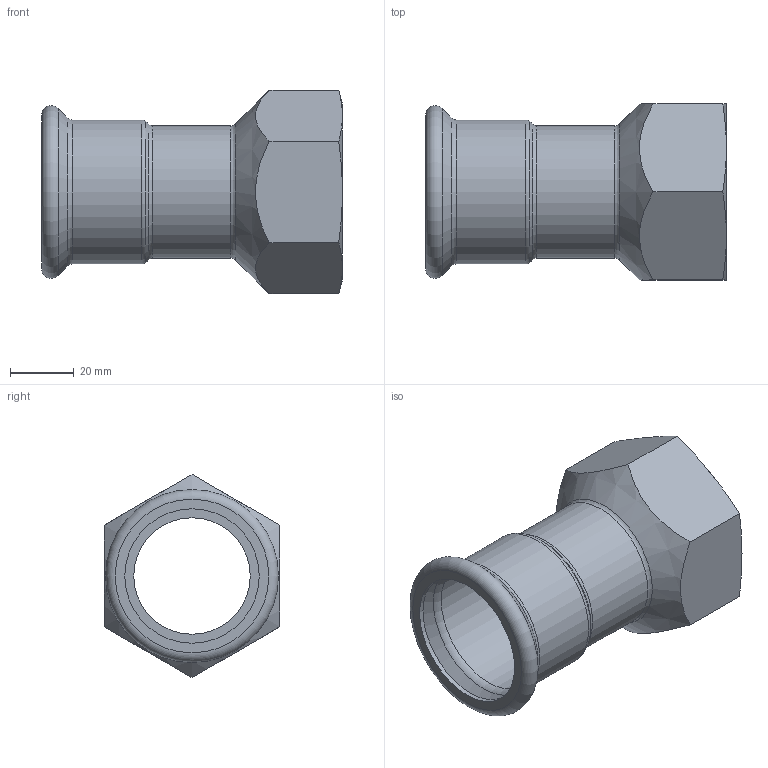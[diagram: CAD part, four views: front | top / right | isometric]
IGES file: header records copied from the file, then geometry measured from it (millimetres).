
Global section: file name: No Iges File Name specified; native system: Autodesk Inventor 2012; preprocessor: AutoDesk Inventor Iges Exporter R2012; author: aporro; date: 20130604.094440; units: millimetre
Bounding box: 94 x 55 x 63.51 mm (x, y, z)
Volume: 58825.2 mm3; surface area: 30358.7 mm2
Topology: 1 solids, 1 shells, 37 faces, 76 edges, 44 vertices
Faces by surface type: revolution 12, plane 11, cone 9, torus 3, cylinder 2
Full cylindrical faces by diameter (mm): 41.4 x1, 45 x1
